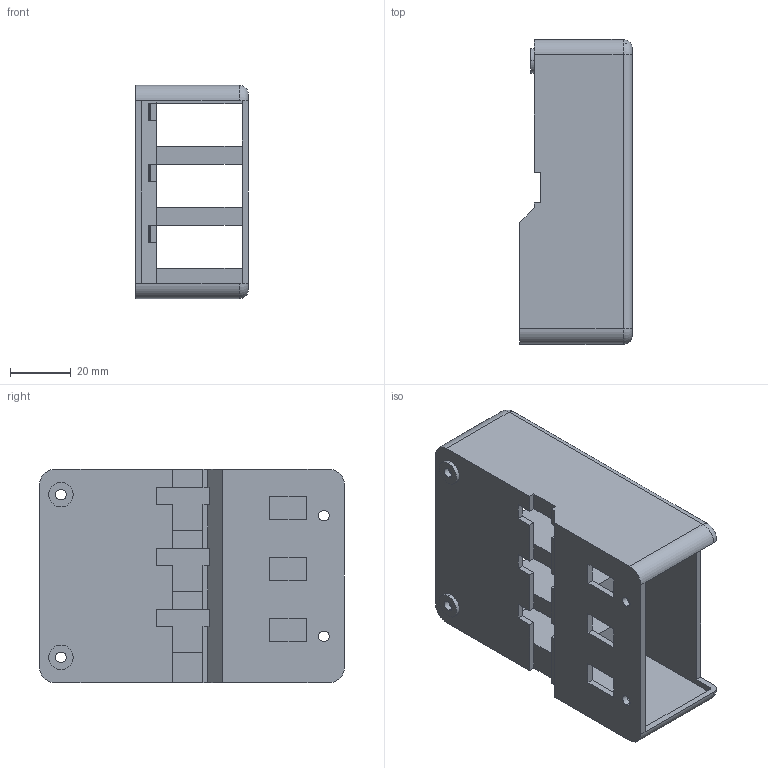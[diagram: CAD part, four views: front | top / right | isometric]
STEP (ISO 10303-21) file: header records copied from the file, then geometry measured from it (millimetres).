
FILE_DESCRIPTION (( 'STEP AP214' ), '1' );
FILE_NAME ('菁碟.STEP', '2025-04-14T09:13:26', ( '' ), ( '' ), 'SwSTEP 2.0', 'SolidWorks 2024', '' );
FILE_SCHEMA (( 'AUTOMOTIVE_DESIGN' ));
Length unit declared in the file: millimetre
Products named in the file (1): 底盒
Bounding box: 36.9 x 100 x 70 mm (x, y, z)
Volume: 60665.4 mm3; surface area: 38067.9 mm2
Topology: 1 solids, 1 shells, 122 faces, 361 edges, 235 vertices
Faces by surface type: plane 93, cylinder 24, torus 5
Entity records: 4120 total; most frequent: CARTESIAN_POINT 744, ORIENTED_EDGE 722, DIRECTION 663, EDGE_CURVE 361, LINE 295, VECTOR 295, VERTEX_POINT 235, AXIS2_PLACEMENT_3D 184
